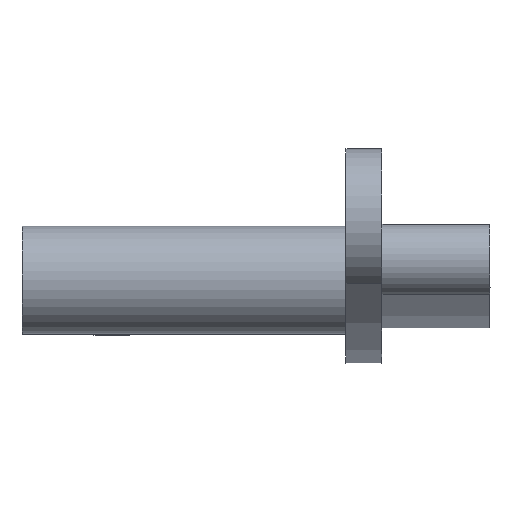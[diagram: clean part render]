
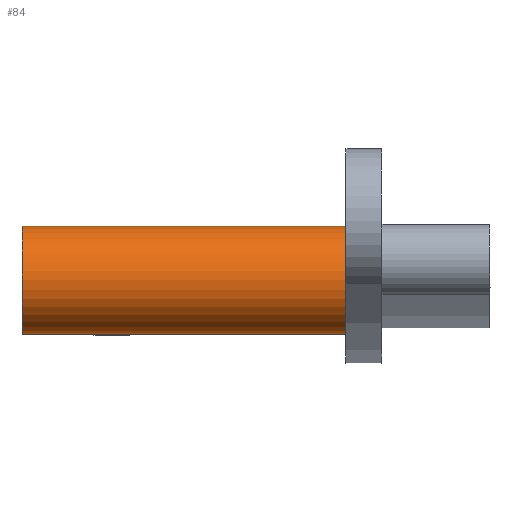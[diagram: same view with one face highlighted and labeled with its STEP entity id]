
A CAD part, left-side view. The second image highlights one B-rep face of the part: STEP entity #84.
In plain terms, the highlighted cylindrical face has radius 1.545 mm (diameter 3.09 mm), a full revolution.
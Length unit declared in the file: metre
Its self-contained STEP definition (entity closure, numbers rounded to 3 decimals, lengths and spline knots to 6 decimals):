
#84 = ADVANCED_FACE( '', ( #194, #195 ), #196, .T. );
#194 = FACE_OUTER_BOUND( '', #327, .T. );
#195 = FACE_OUTER_BOUND( '', #328, .T. );
#196 = CYLINDRICAL_SURFACE( '', #329, 0.001545 );
#327 = EDGE_LOOP( '', ( #516 ) );
#328 = EDGE_LOOP( '', ( #517 ) );
#329 = AXIS2_PLACEMENT_3D( '', #518, #519, #520 );
#516 = ORIENTED_EDGE( '', *, *, #724, .F. );
#517 = ORIENTED_EDGE( '', *, *, #679, .T. );
#518 = CARTESIAN_POINT( '', ( -0.003344, 0.00927, -0.015084 ) );
#519 = DIRECTION( '', ( 0., 1., 0. ) );
#520 = DIRECTION( '', ( 0., 0., -1. ) );
#679 = EDGE_CURVE( '', #789, #789, #790, .T. );
#724 = EDGE_CURVE( '', #859, #859, #860, .T. );
#789 = VERTEX_POINT( '', #937 );
#790 = CIRCLE( '', #938, 0.001545 );
#859 = VERTEX_POINT( '', #1037 );
#860 = CIRCLE( '', #1038, 0.001545 );
#937 = CARTESIAN_POINT( '', ( -0.003344, 0., -0.013539 ) );
#938 = AXIS2_PLACEMENT_3D( '', #1114, #1115, #1116 );
#1037 = CARTESIAN_POINT( '', ( -0.003344, 0.00927, -0.013539 ) );
#1038 = AXIS2_PLACEMENT_3D( '', #1191, #1192, #1193 );
#1114 = CARTESIAN_POINT( '', ( -0.003344, 0., -0.015084 ) );
#1115 = DIRECTION( '', ( 0., 1., 0. ) );
#1116 = DIRECTION( '', ( 0., 0., 1. ) );
#1191 = CARTESIAN_POINT( '', ( -0.003344, 0.00927, -0.015084 ) );
#1192 = DIRECTION( '', ( 0., 1., 0. ) );
#1193 = DIRECTION( '', ( 0., 0., 1. ) );
